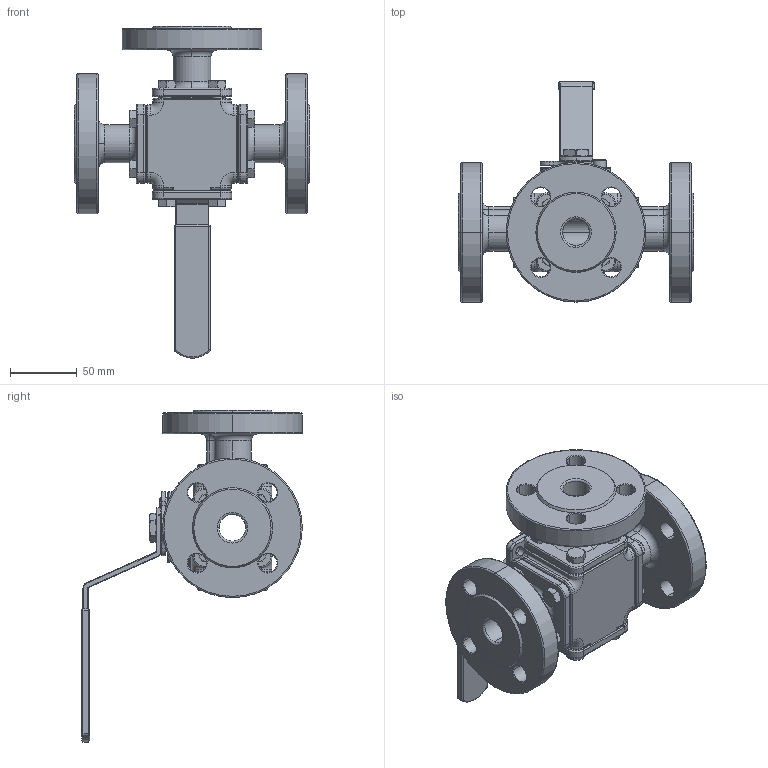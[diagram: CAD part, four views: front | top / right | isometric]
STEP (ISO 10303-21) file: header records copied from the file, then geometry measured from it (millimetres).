
FILE_DESCRIPTION (( 'STEP AP214' ), '1' );
FILE_NAME ('510-020-G01-1(501F,0.75,T-Port,3-way, PN16).STEP', '2019-10-04T08:42:49', ( '' ), ( '' ), 'SwSTEP 2.0', 'SolidWorks 2012', '' );
FILE_SCHEMA (( 'AUTOMOTIVE_DESIGN' ));
Length unit declared in the file: millimetre
Products named in the file (1): 510-020-G01-1(501F,0.75,T-Port,3-way, PN16)
Bounding box: 177 x 165.8 x 249.44 mm (x, y, z)
Volume: 812406.1 mm3; surface area: 161501.4 mm2
Topology: 1 solids, 1 shells, 1543 faces, 4055 edges, 2432 vertices
Faces by surface type: cylinder 438, plane 406, cone 359, torus 166, bspline 150, sphere 24
Entity records: 121929 total; most frequent: CARTESIAN_POINT 68981, ORIENTED_EDGE 8074, DIRECTION 7198, EDGE_CURVE 4037, AXIS2_PLACEMENT_3D 2963, VERTEX_POINT 2432, EDGE_LOOP 1621, CIRCLE 1569
